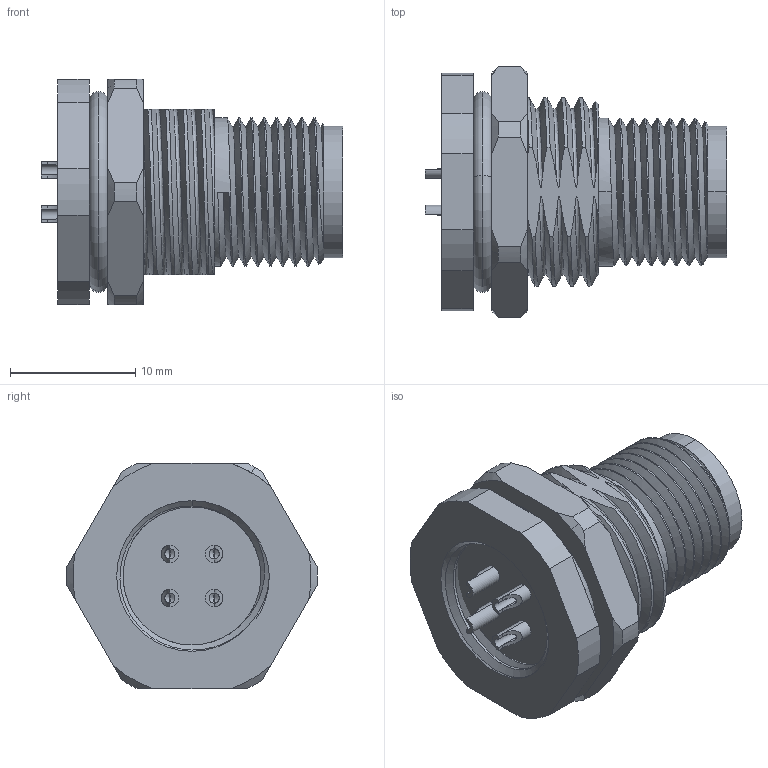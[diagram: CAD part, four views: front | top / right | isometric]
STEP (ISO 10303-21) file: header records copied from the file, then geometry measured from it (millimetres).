
FILE_DESCRIPTION (( 'STEP AP203' ), '1' );
FILE_NAME ('54-00195.STEP', '2020-10-15T17:05:58', ( '' ), ( '' ), 'SwSTEP 2.0', 'SolidWorks 2015', '' );
FILE_SCHEMA (( 'CONFIG_CONTROL_DESIGN' ));
Length unit declared in the file: millimetre
Products named in the file (6): 54-00195-02; 54-00195-04___; 54-00195; 54-00195-05___; 54-00195-03___; 54-00195-01___
Assembly tree (8 placements, depth 2):
  54-00195
    54-00195-01___
    54-00195-02
    54-00195-03___  x4
    54-00195-05___
    54-00195-04___
Bounding box: 24 x 19.99 x 18 mm (x, y, z)
Volume: 2858.9 mm3; surface area: 5222.8 mm2
Topology: 8 solids, 8 shells, 366 faces, 910 edges, 578 vertices
Faces by surface type: cylinder 147, plane 81, cone 57, bspline 45, torus 28, sphere 8
Entity records: 22940 total; most frequent: CARTESIAN_POINT 16307, ORIENTED_EDGE 1384, DIRECTION 1094, EDGE_CURVE 692, VERTEX_POINT 452, AXIS2_PLACEMENT_3D 431, EDGE_LOOP 292, FACE_OUTER_BOUND 264
